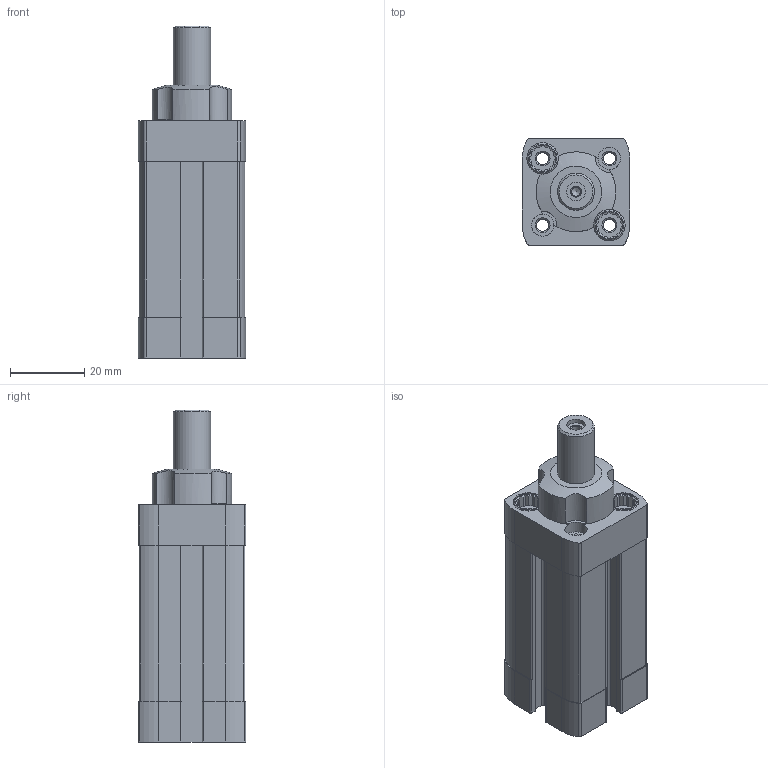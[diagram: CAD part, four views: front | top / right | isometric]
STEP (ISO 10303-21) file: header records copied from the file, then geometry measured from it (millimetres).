
FILE_DESCRIPTION(/* description */ ('STEP AP214'),/* implementation_level */ '2;1');
FILE_NAME(/* name */ '576067_DFSP-16-15-PF-PA',/* time_stamp */ '2024-08-15T21:19:04+02:00',/* author */ ('License CC BY-ND 4.0'),/* organization */ ('CADENAS'),/* preprocessor_version */ 'ST-DEVELOPER v19.3',/* originating_system */ 'PARTsolutions',/* authorisation */ ' ');
FILE_SCHEMA (('AUTOMOTIVE_DESIGN {1 0 10303 214 3 1 1}'));
Length unit declared in the file: millimetre
Products named in the file (4): 576067 DFSP-16-15-PF-PA---(0); 575166 DFSP-16-15_g; 575166 DFSP-16-15-F_ks; 340115 M5-ADVU
Assembly tree (3 placements, depth 2):
  576067 DFSP-16-15-PF-PA---(0)
    575166 DFSP-16-15_g
    575166 DFSP-16-15-F_ks
    340115 M5-ADVU
Bounding box: 29 x 29 x 89.5 mm (x, y, z)
Volume: 43216.7 mm3; surface area: 20006.4 mm2
Topology: 3 solids, 3 shells, 296 faces, 774 edges, 511 vertices
Faces by surface type: plane 181, cylinder 92, cone 22, sphere 1
Full cylindrical faces by diameter (mm): 2.459 x1, 2.5 x1, 3.242 x8, 3.95 x1, 4.134 x2, 5 x2, 5.242 x4, 6 x4, 8.5 x4, 9 x1, 10 x2, 16 x2
Entity records: 8921 total; most frequent: CARTESIAN_POINT 1815, DIRECTION 1414, ORIENTED_EDGE 1410, EDGE_CURVE 705, AXIS2_PLACEMENT_3D 509, VERTEX_POINT 498, LINE 396, VECTOR 396
